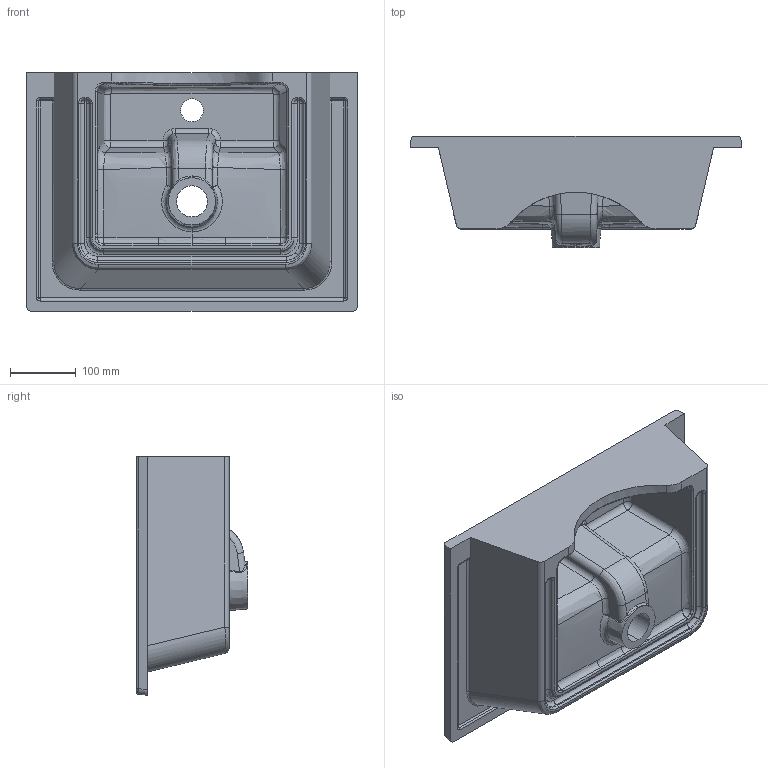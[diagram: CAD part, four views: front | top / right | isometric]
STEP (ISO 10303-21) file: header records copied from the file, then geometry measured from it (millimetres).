
FILE_DESCRIPTION (( 'STEP AP214' ), '1' );
FILE_NAME ('10SL50050.STEP', '2021-11-16T13:03:34', ( '' ), ( '' ), 'SwSTEP 2.0', 'SolidWorks 2020', '' );
FILE_SCHEMA (( 'AUTOMOTIVE_DESIGN' ));
Length unit declared in the file: mil
Products named in the file (1): 10SL50050
Bounding box: 504.2 x 169.36 x 362.56 mm (x, y, z)
Volume: 6363293.9 mm3; surface area: 724205.6 mm2
Topology: 1 solids, 1 shells, 258 faces, 616 edges, 346 vertices
Faces by surface type: bspline 104, cylinder 90, plane 40, sphere 14, torus 6, cone 4
Entity records: 25279 total; most frequent: CARTESIAN_POINT 20241, ORIENTED_EDGE 1200, DIRECTION 851, EDGE_CURVE 600, VERTEX_POINT 346, AXIS2_PLACEMENT_3D 333, EDGE_LOOP 264, ADVANCED_FACE 258
